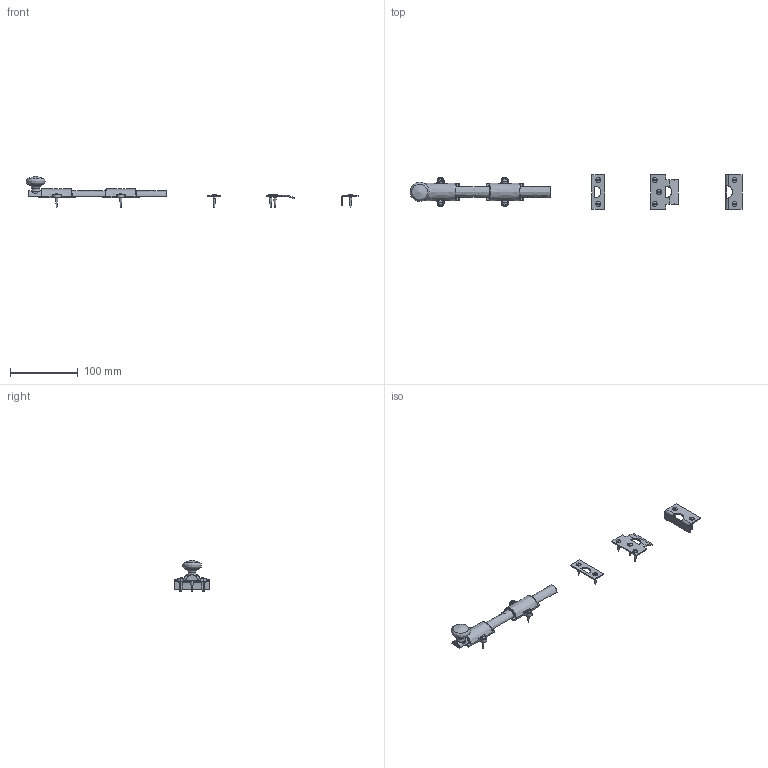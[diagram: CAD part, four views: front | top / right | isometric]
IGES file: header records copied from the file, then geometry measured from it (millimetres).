
Global section: file name: P7349-C; native system: Autodesk Inventor 2018; preprocessor: unknown; author: mblakey; date: 20180911.145558; units: millimetre
Bounding box: 489.49 x 51 x 46.36 mm (x, y, z)
Volume: 44957.4 mm3; surface area: 33827.4 mm2
Topology: 22 solids, 22 shells, 426 faces, 1161 edges, 754 vertices
Faces by surface type: bspline 426
